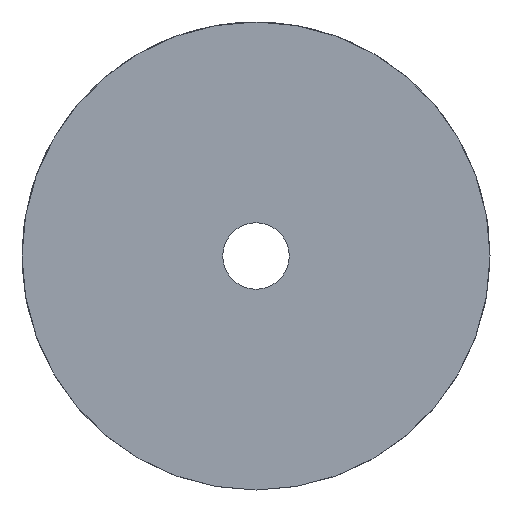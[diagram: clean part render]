
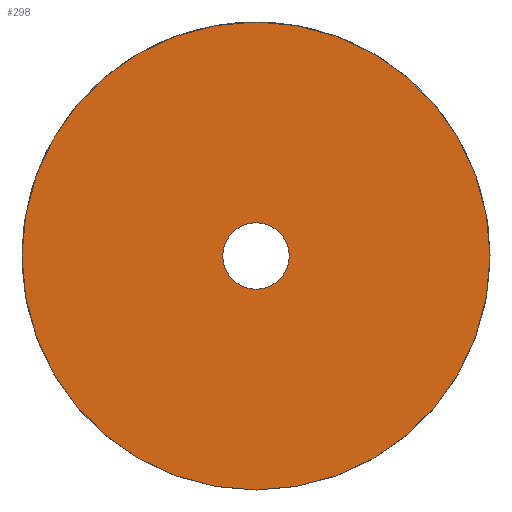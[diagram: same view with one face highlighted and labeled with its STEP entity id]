
A CAD part, left-side view. The second image highlights one B-rep face of the part: STEP entity #298.
In plain terms, the highlighted planar face has unit normal (-1, 0, 0).
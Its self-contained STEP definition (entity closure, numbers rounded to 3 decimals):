
#298 = ADVANCED_FACE( '', ( #687, #688 ), #689, .F. );
#687 = FACE_OUTER_BOUND( '', #1166, .T. );
#688 = FACE_BOUND( '', #1167, .T. );
#689 = PLANE( '', #1168 );
#1166 = EDGE_LOOP( '', ( #1885 ) );
#1167 = EDGE_LOOP( '', ( #1886 ) );
#1168 = AXIS2_PLACEMENT_3D( '', #1887, #1888, #1889 );
#1885 = ORIENTED_EDGE( '', *, *, #2852, .F. );
#1886 = ORIENTED_EDGE( '', *, *, #2888, .T. );
#1887 = CARTESIAN_POINT( '', ( 0., 0., 0. ) );
#1888 = DIRECTION( '', ( 1., 0., 0. ) );
#1889 = DIRECTION( '', ( 0., 0., -1. ) );
#2852 = EDGE_CURVE( '', #3421, #3421, #3422, .T. );
#2888 = EDGE_CURVE( '', #3469, #3469, #3470, .T. );
#3421 = VERTEX_POINT( '', #4077 );
#3422 = CIRCLE( '', #4078, 49.25 );
#3469 = VERTEX_POINT( '', #4129 );
#3470 = CIRCLE( '', #4130, 7. );
#4077 = CARTESIAN_POINT( '', ( 0., 0., -49.25 ) );
#4078 = AXIS2_PLACEMENT_3D( '', #4711, #4712, #4713 );
#4129 = CARTESIAN_POINT( '', ( 0., 0., -7. ) );
#4130 = AXIS2_PLACEMENT_3D( '', #4772, #4773, #4774 );
#4711 = CARTESIAN_POINT( '', ( 0., 0., 0. ) );
#4712 = DIRECTION( '', ( 1., 0., 0. ) );
#4713 = DIRECTION( '', ( 0., 0., -1. ) );
#4772 = CARTESIAN_POINT( '', ( 0., 0., 0. ) );
#4773 = DIRECTION( '', ( 1., 0., 0. ) );
#4774 = DIRECTION( '', ( 0., 0., -1. ) );
